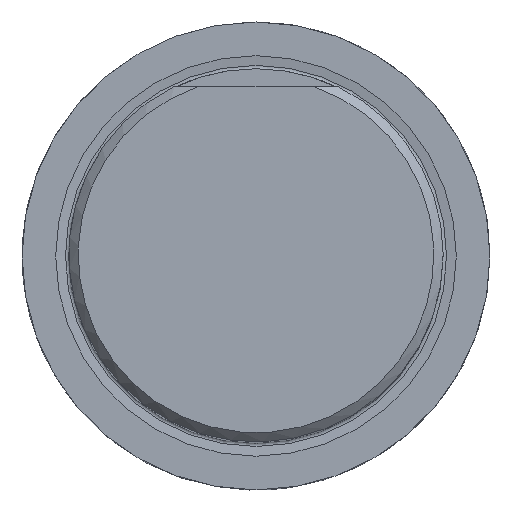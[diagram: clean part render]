
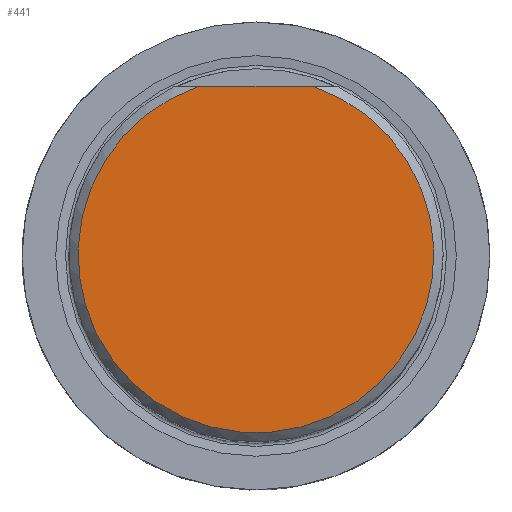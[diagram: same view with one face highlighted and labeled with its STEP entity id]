
A CAD part, top view. The second image highlights one B-rep face of the part: STEP entity #441.
In plain terms, the highlighted planar face has unit normal (0, 0, 1).
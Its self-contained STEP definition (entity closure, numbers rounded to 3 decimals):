
#125 = VERTEX_POINT ( 'NONE', #571 ) ;
#441 = ADVANCED_FACE ( 'NONE', ( #1175 ), #983, .F. ) ;
#491 = DIRECTION ( 'NONE',  ( 1., 0., 0. ) ) ;
#492 = DIRECTION ( 'NONE',  ( 0., 0., 1. ) ) ;
#494 = CARTESIAN_POINT ( 'NONE',  ( 0., 0., 70. ) ) ;
#527 = ORIENTED_EDGE ( 'NONE', *, *, #736, .T. ) ;
#533 = AXIS2_PLACEMENT_3D ( 'NONE', #1039, #982, #979 ) ;
#571 = CARTESIAN_POINT ( 'NONE',  ( -6.106, 18., 70. ) ) ;
#607 = CARTESIAN_POINT ( 'NONE',  ( 0., 18., 70. ) ) ;
#608 = VERTEX_POINT ( 'NONE', #816 ) ;
#609 = DIRECTION ( 'NONE',  ( -1., 0., 0. ) ) ;
#730 = LINE ( 'NONE', #607, #1192 ) ;
#736 = EDGE_CURVE ( 'NONE', #608, #125, #730, .T. ) ;
#741 = EDGE_LOOP ( 'NONE', ( #776, #527 ) ) ;
#776 = ORIENTED_EDGE ( 'NONE', *, *, #926, .T. ) ;
#816 = CARTESIAN_POINT ( 'NONE',  ( 6.106, 18., 70. ) ) ;
#885 = AXIS2_PLACEMENT_3D ( 'NONE', #494, #492, #491 ) ;
#926 = EDGE_CURVE ( 'NONE', #125, #608, #1072, .T. ) ;
#979 = DIRECTION ( 'NONE',  ( -1., 0., 0. ) ) ;
#982 = DIRECTION ( 'NONE',  ( 0., 0., -1. ) ) ;
#983 = PLANE ( 'NONE',  #533 ) ;
#1039 = CARTESIAN_POINT ( 'NONE',  ( 0., 0., 70. ) ) ;
#1072 = CIRCLE ( 'NONE', #885, 19.008 ) ;
#1175 = FACE_OUTER_BOUND ( 'NONE', #741, .T. ) ;
#1192 = VECTOR ( 'NONE', #609, 1000. ) ;
